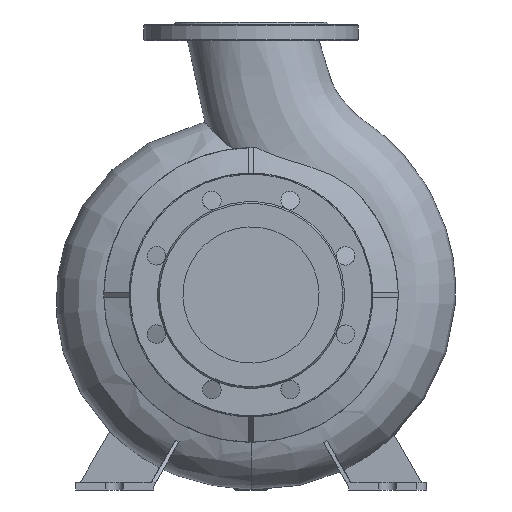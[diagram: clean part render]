
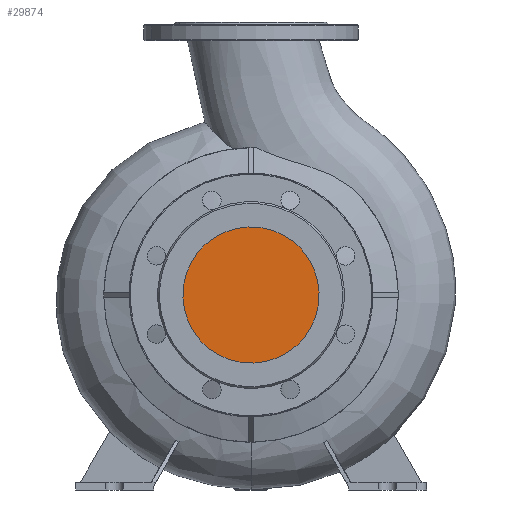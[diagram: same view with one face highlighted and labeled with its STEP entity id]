
A CAD part, left-side view. The second image highlights one B-rep face of the part: STEP entity #29874.
In plain terms, the highlighted planar face has unit normal (-1, 0, 0).
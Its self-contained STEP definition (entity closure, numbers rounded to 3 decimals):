
#18819=CARTESIAN_POINT('',(-115.,79.85,200.0));
#18820=VERTEX_POINT('',#18819);
#18904=CARTESIAN_POINT('',(-115.0,-79.85,200.0));
#18905=VERTEX_POINT('',#18904);
#18912=CARTESIAN_POINT('',(-115.0,0.,200.0));
#18913=DIRECTION('',(1.0,0.0,0.0));
#18914=DIRECTION('',(0.0,1.0,0.0));
#18915=AXIS2_PLACEMENT_3D('',#18912,#18913,#18914);
#18916=CIRCLE('',#18915,79.85);
#18917=EDGE_CURVE('',#18905,#18820,#18916,.T.);
#19521=CARTESIAN_POINT('',(-115.0,0.,200.0));
#19522=DIRECTION('',(1.0,0.0,0.0));
#19523=DIRECTION('',(0.0,1.0,0.0));
#19524=AXIS2_PLACEMENT_3D('',#19521,#19522,#19523);
#19525=CIRCLE('',#19524,79.85);
#19526=EDGE_CURVE('',#18820,#18905,#19525,.T.);
#29865=CARTESIAN_POINT('',(-115.0,39.925,200.0));
#29866=DIRECTION('',(-1.0,0.0,0.0));
#29867=DIRECTION('',(0.0,0.0,1.0));
#29868=AXIS2_PLACEMENT_3D('',#29865,#29866,#29867);
#29869=PLANE('',#29868);
#29870=ORIENTED_EDGE('',*,*,#19526,.F.);
#29871=ORIENTED_EDGE('',*,*,#18917,.F.);
#29872=EDGE_LOOP('',(#29870,#29871));
#29873=FACE_OUTER_BOUND('',#29872,.T.);
#29874=ADVANCED_FACE('',(#29873),#29869,.T.);
